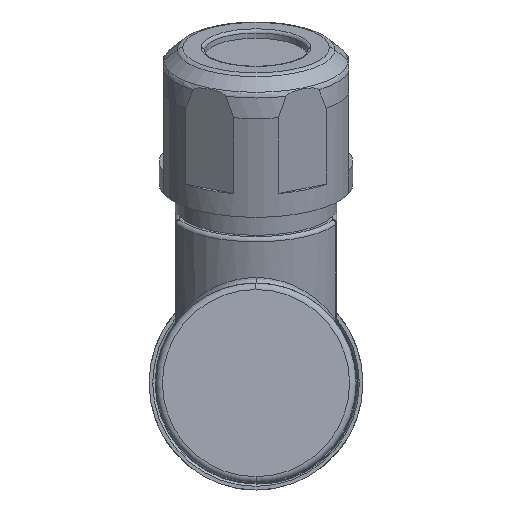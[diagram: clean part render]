
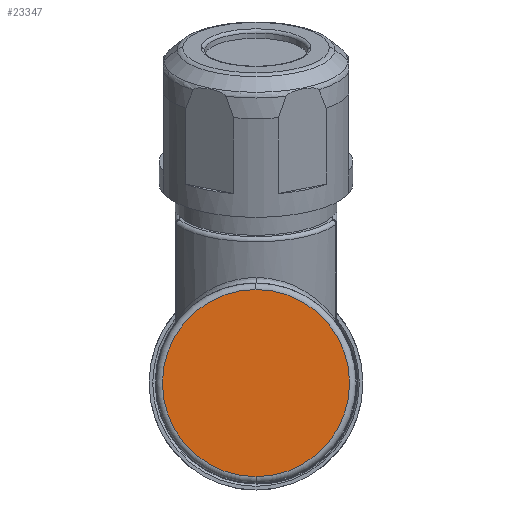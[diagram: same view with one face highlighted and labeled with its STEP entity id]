
A CAD part, front view. The second image highlights one B-rep face of the part: STEP entity #23347.
In plain terms, the highlighted planar face has unit normal (0, -1, 0).
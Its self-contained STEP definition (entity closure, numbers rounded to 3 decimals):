
#7780=CARTESIAN_POINT('',(0.,-54.,0.));
#7781=DIRECTION('',(0.,1.,0.));
#7782=DIRECTION('',(0.,0.,1.));
#7783=AXIS2_PLACEMENT_3D('',#7780,#7781,#7782);
#7785=CARTESIAN_POINT('',(0.,-54.,0.));
#7786=DIRECTION('',(0.,1.,0.));
#7787=DIRECTION('',(0.,0.,-1.));
#7788=AXIS2_PLACEMENT_3D('',#7785,#7786,#7787);
#17728=CARTESIAN_POINT('',(0.,-54.,11.599));
#17729=CARTESIAN_POINT('',(0.,-54.,-11.599));
#17730=VERTEX_POINT('',#17728);
#17731=VERTEX_POINT('',#17729);
#23338=CARTESIAN_POINT('',(0.,-54.,0.));
#23339=DIRECTION('',(0.,1.,0.));
#23340=DIRECTION('',(0.,0.,1.));
#23341=AXIS2_PLACEMENT_3D('',#23338,#23339,#23340);
#23342=PLANE('',#23341);
#23343=ORIENTED_EDGE('',*,*,#23332,.T.);
#23344=ORIENTED_EDGE('',*,*,#23318,.T.);
#23345=EDGE_LOOP('',(#23343,#23344));
#23346=FACE_OUTER_BOUND('',#23345,.F.);
#7784=CIRCLE('',#7783,11.599);
#7789=CIRCLE('',#7788,11.599);
#23318=EDGE_CURVE('',#17731,#17730,#7789,.T.);
#23332=EDGE_CURVE('',#17730,#17731,#7784,.T.);
#23347=ADVANCED_FACE('',(#23346),#23342,.F.);
